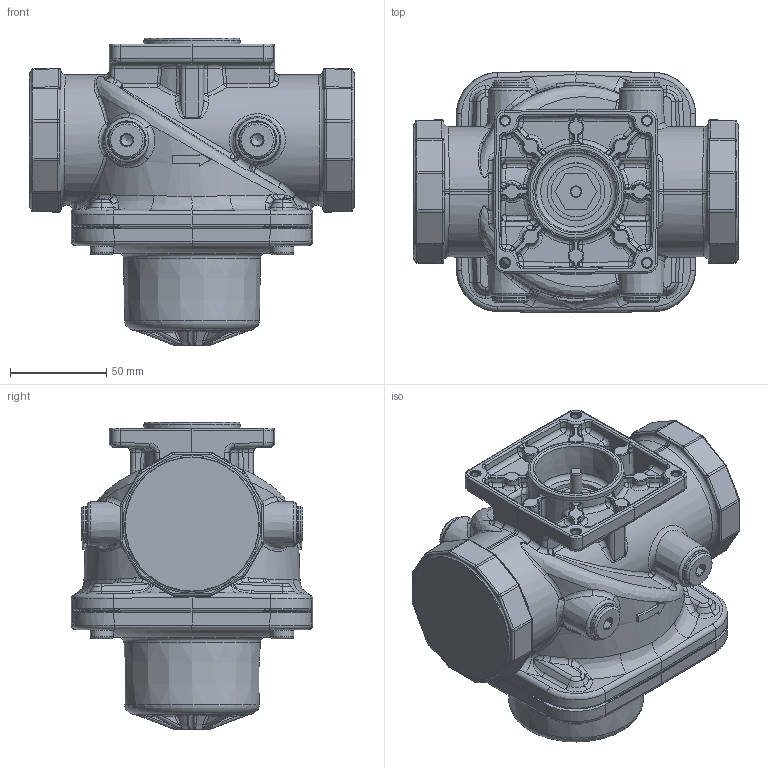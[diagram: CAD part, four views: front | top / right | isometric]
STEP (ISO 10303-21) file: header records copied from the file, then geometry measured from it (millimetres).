
FILE_DESCRIPTION(/* description */ (''),/* implementation_level */ '2;1');
FILE_NAME(/* name */ 'VGG10.504P.stp',/* time_stamp */ '2019-03-25T11:57:54+01:00',/* author */ (''),/* organization */ (''),/* preprocessor_version */ 'ST-DEVELOPER v16',/* originating_system */ 'SIEMENS PLM Software NX 10.0',/* authorisation */ '');
FILE_SCHEMA (('AUTOMOTIVE_DESIGN { 1 0 10303 214 3 1 1 1 }'));
Products named in the file (1): gant2770A852x0z6
Bounding box: 169.75 x 126 x 160 mm (x, y, z)
Volume: 1376071.5 mm3; surface area: 119051.4 mm2
Topology: 1 solids, 14 shells, 1554 faces, 3612 edges, 2000 vertices
Faces by surface type: bspline 627, cylinder 361, plane 298, torus 103, cone 96, sphere 69
Full cylindrical faces by diameter (mm): 4.7 x4, 5.3 x4, 6 x9, 6.4 x4, 6.5 x4, 11.5 x4, 12 x4, 15.7 x1, 16.38 x1, 16.6 x4, 18.9 x8, 19.5 x4, 26 x1, 50 x1
Entity records: 53889 total; most frequent: CARTESIAN_POINT 23811, ORIENTED_EDGE 6580, DIRECTION 5690, EDGE_CURVE 3290, AXIS2_PLACEMENT_3D 2461, VERTEX_POINT 1934, EDGE_LOOP 1746, ADVANCED_FACE 1554
